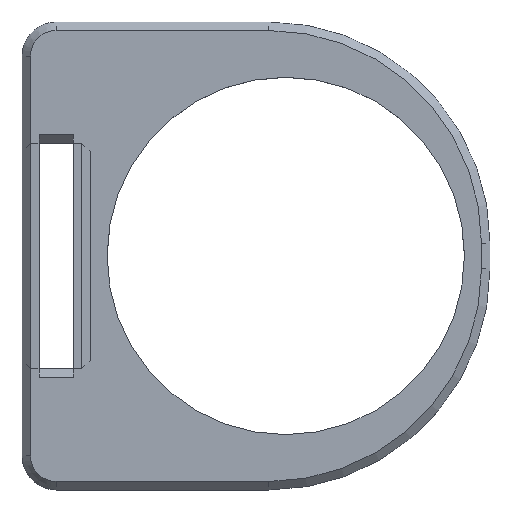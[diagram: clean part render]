
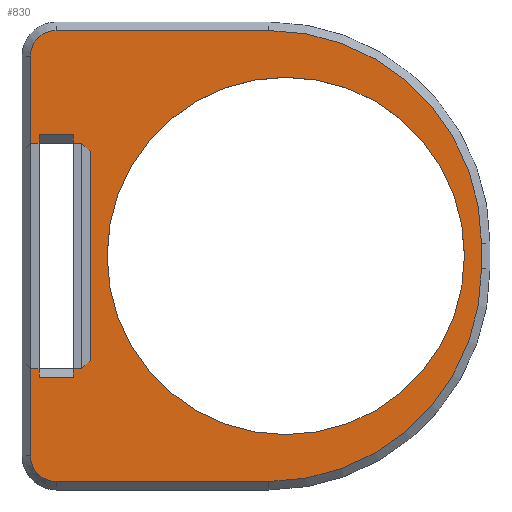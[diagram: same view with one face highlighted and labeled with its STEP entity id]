
A CAD part, top view. The second image highlights one B-rep face of the part: STEP entity #830.
In plain terms, the highlighted planar face has unit normal (0, 0, 1).
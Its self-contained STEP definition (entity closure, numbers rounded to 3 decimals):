
#17=FACE_BOUND('',#135,.T.);
#24=CIRCLE('',#862,3.);
#26=CIRCLE('',#866,25.);
#28=CIRCLE('',#870,25.);
#30=CIRCLE('',#874,3.);
#40=CIRCLE('',#909,21.);
#85=FACE_OUTER_BOUND('',#134,.T.);
#134=EDGE_LOOP('',(#685,#686,#687,#688,#689,#690,#691,#692,#693,#694,#695,
#696,#697,#698,#699,#700,#701,#702,#703,#704,#705,#706));
#135=EDGE_LOOP('',(#707));
#147=LINE('',#1156,#245);
#151=LINE('',#1165,#249);
#156=LINE('',#1173,#254);
#159=LINE('',#1181,#257);
#163=LINE('',#1193,#261);
#167=LINE('',#1205,#265);
#171=LINE('',#1217,#269);
#174=LINE('',#1227,#272);
#195=LINE('',#1273,#293);
#198=LINE('',#1280,#296);
#220=LINE('',#1337,#318);
#221=LINE('',#1339,#319);
#222=LINE('',#1341,#320);
#223=LINE('',#1342,#321);
#224=LINE('',#1344,#322);
#225=LINE('',#1346,#323);
#226=LINE('',#1348,#324);
#227=LINE('',#1349,#325);
#245=VECTOR('',#925,10.);
#249=VECTOR('',#931,10.);
#254=VECTOR('',#940,10.);
#257=VECTOR('',#945,10.);
#261=VECTOR('',#957,10.);
#265=VECTOR('',#969,10.);
#269=VECTOR('',#981,10.);
#272=VECTOR('',#992,10.);
#293=VECTOR('',#1037,10.);
#296=VECTOR('',#1044,10.);
#318=VECTOR('',#1104,10.);
#319=VECTOR('',#1105,10.);
#320=VECTOR('',#1106,10.);
#321=VECTOR('',#1107,10.);
#322=VECTOR('',#1108,10.);
#323=VECTOR('',#1109,10.);
#324=VECTOR('',#1110,10.);
#325=VECTOR('',#1111,10.);
#343=VERTEX_POINT('',#1153);
#344=VERTEX_POINT('',#1155);
#347=VERTEX_POINT('',#1162);
#348=VERTEX_POINT('',#1164);
#352=VERTEX_POINT('',#1178);
#353=VERTEX_POINT('',#1180);
#355=VERTEX_POINT('',#1186);
#357=VERTEX_POINT('',#1191);
#359=VERTEX_POINT('',#1198);
#361=VERTEX_POINT('',#1203);
#363=VERTEX_POINT('',#1210);
#365=VERTEX_POINT('',#1215);
#367=VERTEX_POINT('',#1222);
#368=VERTEX_POINT('',#1226);
#381=VERTEX_POINT('',#1271);
#383=VERTEX_POINT('',#1279);
#399=VERTEX_POINT('',#1336);
#400=VERTEX_POINT('',#1338);
#401=VERTEX_POINT('',#1340);
#402=VERTEX_POINT('',#1343);
#403=VERTEX_POINT('',#1345);
#404=VERTEX_POINT('',#1347);
#405=VERTEX_POINT('',#1350);
#413=EDGE_CURVE('',#343,#344,#147,.F.);
#417=EDGE_CURVE('',#347,#348,#151,.F.);
#422=EDGE_CURVE('',#343,#348,#156,.T.);
#425=EDGE_CURVE('',#352,#353,#159,.T.);
#429=EDGE_CURVE('',#355,#352,#24,.T.);
#431=EDGE_CURVE('',#357,#355,#163,.T.);
#435=EDGE_CURVE('',#359,#357,#26,.T.);
#437=EDGE_CURVE('',#361,#359,#167,.T.);
#441=EDGE_CURVE('',#363,#361,#28,.T.);
#443=EDGE_CURVE('',#365,#363,#171,.T.);
#447=EDGE_CURVE('',#367,#365,#30,.T.);
#448=EDGE_CURVE('',#368,#367,#174,.T.);
#472=EDGE_CURVE('',#368,#381,#195,.T.);
#475=EDGE_CURVE('',#383,#353,#198,.T.);
#503=EDGE_CURVE('',#399,#381,#220,.T.);
#504=EDGE_CURVE('',#400,#399,#221,.T.);
#505=EDGE_CURVE('',#401,#400,#222,.T.);
#506=EDGE_CURVE('',#401,#344,#223,.T.);
#507=EDGE_CURVE('',#347,#402,#224,.T.);
#508=EDGE_CURVE('',#403,#402,#225,.T.);
#509=EDGE_CURVE('',#404,#403,#226,.T.);
#510=EDGE_CURVE('',#383,#404,#227,.T.);
#511=EDGE_CURVE('',#405,#405,#40,.T.);
#685=ORIENTED_EDGE('',*,*,#448,.F.);
#686=ORIENTED_EDGE('',*,*,#472,.T.);
#687=ORIENTED_EDGE('',*,*,#503,.F.);
#688=ORIENTED_EDGE('',*,*,#504,.F.);
#689=ORIENTED_EDGE('',*,*,#505,.F.);
#690=ORIENTED_EDGE('',*,*,#506,.T.);
#691=ORIENTED_EDGE('',*,*,#413,.F.);
#692=ORIENTED_EDGE('',*,*,#422,.T.);
#693=ORIENTED_EDGE('',*,*,#417,.F.);
#694=ORIENTED_EDGE('',*,*,#507,.T.);
#695=ORIENTED_EDGE('',*,*,#508,.F.);
#696=ORIENTED_EDGE('',*,*,#509,.F.);
#697=ORIENTED_EDGE('',*,*,#510,.F.);
#698=ORIENTED_EDGE('',*,*,#475,.T.);
#699=ORIENTED_EDGE('',*,*,#425,.F.);
#700=ORIENTED_EDGE('',*,*,#429,.F.);
#701=ORIENTED_EDGE('',*,*,#431,.F.);
#702=ORIENTED_EDGE('',*,*,#435,.F.);
#703=ORIENTED_EDGE('',*,*,#437,.F.);
#704=ORIENTED_EDGE('',*,*,#441,.F.);
#705=ORIENTED_EDGE('',*,*,#443,.F.);
#706=ORIENTED_EDGE('',*,*,#447,.F.);
#707=ORIENTED_EDGE('',*,*,#511,.T.);
#784=PLANE('',#908);
#830=ADVANCED_FACE('',(#85,#17),#784,.F.);
#862=AXIS2_PLACEMENT_3D('',#1188,#952,#953);
#866=AXIS2_PLACEMENT_3D('',#1200,#964,#965);
#870=AXIS2_PLACEMENT_3D('',#1212,#976,#977);
#874=AXIS2_PLACEMENT_3D('',#1224,#988,#989);
#908=AXIS2_PLACEMENT_3D('',#1335,#1102,#1103);
#909=AXIS2_PLACEMENT_3D('',#1351,#1112,#1113);
#925=DIRECTION('',(0.707,-0.707,0.));
#931=DIRECTION('',(-0.707,-0.707,0.));
#940=DIRECTION('',(0.,-1.,0.));
#945=DIRECTION('',(0.,1.,0.));
#952=DIRECTION('center_axis',(0.,0.,-1.));
#953=DIRECTION('ref_axis',(-0.707,-0.707,0.));
#957=DIRECTION('',(-1.,0.,0.));
#964=DIRECTION('center_axis',(0.,0.,-1.));
#965=DIRECTION('ref_axis',(0.707,-0.707,0.));
#969=DIRECTION('',(0.,-1.,0.));
#976=DIRECTION('center_axis',(0.,0.,-1.));
#977=DIRECTION('ref_axis',(0.707,0.707,0.));
#981=DIRECTION('',(1.,0.,0.));
#988=DIRECTION('center_axis',(0.,0.,-1.));
#989=DIRECTION('ref_axis',(-0.707,0.707,0.));
#992=DIRECTION('',(0.,1.,0.));
#1037=DIRECTION('',(1.,0.,0.));
#1044=DIRECTION('',(-1.,0.,0.));
#1102=DIRECTION('center_axis',(0.,0.,-1.));
#1103=DIRECTION('ref_axis',(1.,0.,0.));
#1104=DIRECTION('',(0.,-1.,0.));
#1105=DIRECTION('',(-1.,0.,0.));
#1106=DIRECTION('',(0.,1.,0.));
#1107=DIRECTION('',(1.,0.,0.));
#1108=DIRECTION('',(-1.,0.,0.));
#1109=DIRECTION('',(0.,1.,0.));
#1110=DIRECTION('',(1.,0.,0.));
#1111=DIRECTION('',(0.,-1.,0.));
#1112=DIRECTION('center_axis',(0.,0.,-1.));
#1113=DIRECTION('ref_axis',(0.,-1.,0.));
#1153=CARTESIAN_POINT('',(-19.5,12.25,4.));
#1155=CARTESIAN_POINT('',(-20.5,13.25,4.));
#1156=CARTESIAN_POINT('',(-11.813,4.563,4.));
#1162=CARTESIAN_POINT('',(-20.5,-13.25,4.));
#1164=CARTESIAN_POINT('',(-19.5,-12.25,4.));
#1165=CARTESIAN_POINT('',(-11.813,-4.562,4.));
#1173=CARTESIAN_POINT('',(-19.5,-6.625,4.));
#1178=CARTESIAN_POINT('',(-26.5,-23.5,4.));
#1180=CARTESIAN_POINT('',(-26.5,-13.25,4.));
#1181=CARTESIAN_POINT('',(-26.5,0.,4.));
#1186=CARTESIAN_POINT('',(-23.5,-26.5,4.));
#1188=CARTESIAN_POINT('Origin',(-23.5,-23.5,4.));
#1191=CARTESIAN_POINT('',(1.5,-26.5,4.));
#1193=CARTESIAN_POINT('',(0.,-26.5,4.));
#1198=CARTESIAN_POINT('',(26.5,-1.5,4.));
#1200=CARTESIAN_POINT('Origin',(1.5,-1.5,4.));
#1203=CARTESIAN_POINT('',(26.5,1.5,4.));
#1205=CARTESIAN_POINT('',(26.5,0.,4.));
#1210=CARTESIAN_POINT('',(1.5,26.5,4.));
#1212=CARTESIAN_POINT('Origin',(1.5,1.5,4.));
#1215=CARTESIAN_POINT('',(-23.5,26.5,4.));
#1217=CARTESIAN_POINT('',(0.,26.5,4.));
#1222=CARTESIAN_POINT('',(-26.5,23.5,4.));
#1224=CARTESIAN_POINT('Origin',(-23.5,23.5,4.));
#1226=CARTESIAN_POINT('',(-26.5,13.25,4.));
#1227=CARTESIAN_POINT('',(-26.5,0.,4.));
#1271=CARTESIAN_POINT('',(-25.5,13.25,4.));
#1273=CARTESIAN_POINT('',(-12.75,13.25,4.));
#1279=CARTESIAN_POINT('',(-25.5,-13.25,4.));
#1280=CARTESIAN_POINT('',(-13.75,-13.25,4.));
#1335=CARTESIAN_POINT('Origin',(0.,0.,4.));
#1336=CARTESIAN_POINT('',(-25.5,14.25,4.));
#1337=CARTESIAN_POINT('',(-25.5,-6.625,4.));
#1338=CARTESIAN_POINT('',(-21.5,14.25,4.));
#1339=CARTESIAN_POINT('',(-12.75,14.25,4.));
#1340=CARTESIAN_POINT('',(-21.5,13.25,4.));
#1341=CARTESIAN_POINT('',(-21.5,6.625,4.));
#1342=CARTESIAN_POINT('',(-9.75,13.25,4.));
#1343=CARTESIAN_POINT('',(-21.5,-13.25,4.));
#1344=CARTESIAN_POINT('',(-10.75,-13.25,4.));
#1345=CARTESIAN_POINT('',(-21.5,-14.25,4.));
#1346=CARTESIAN_POINT('',(-21.5,6.625,4.));
#1347=CARTESIAN_POINT('',(-25.5,-14.25,4.));
#1348=CARTESIAN_POINT('',(-10.75,-14.25,4.));
#1349=CARTESIAN_POINT('',(-25.5,-6.625,4.));
#1350=CARTESIAN_POINT('',(3.5,21.,4.));
#1351=CARTESIAN_POINT('Origin',(3.5,0.,4.));
